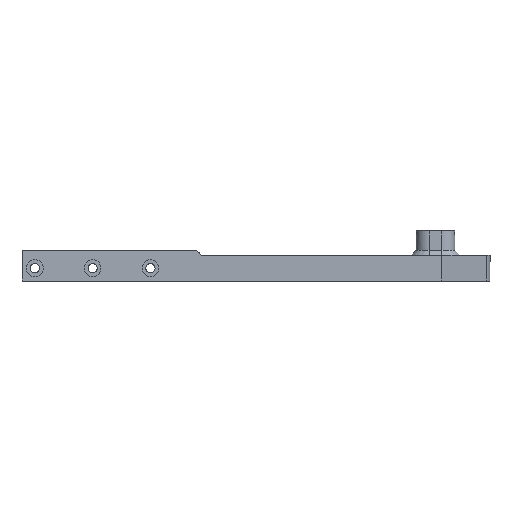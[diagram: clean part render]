
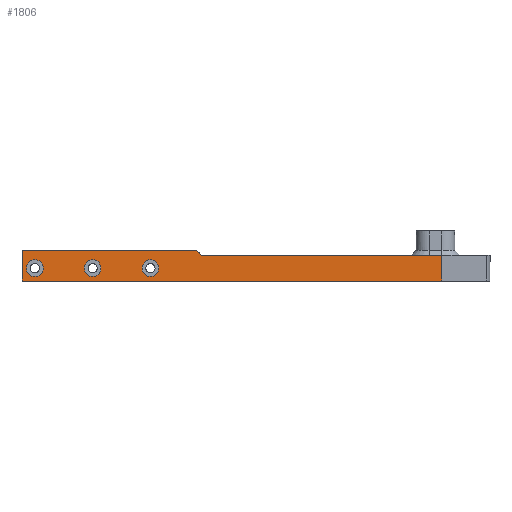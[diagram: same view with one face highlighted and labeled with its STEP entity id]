
A CAD part, left-side view. The second image highlights one B-rep face of the part: STEP entity #1806.
In plain terms, the highlighted planar face has unit normal (-1, 0, 0).
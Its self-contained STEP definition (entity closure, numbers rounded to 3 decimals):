
#19 = CARTESIAN_POINT ( 'NONE',  ( 0., -50., 5. ) ) ;
#45 = ORIENTED_EDGE ( 'NONE', *, *, #565, .T. ) ;
#69 = VERTEX_POINT ( 'NONE', #2298 ) ;
#121 = LINE ( 'NONE', #182, #3144 ) ;
#142 = EDGE_CURVE ( 'NONE', #69, #1685, #2895, .T. ) ;
#182 = CARTESIAN_POINT ( 'NONE',  ( 0., -163.5, 10. ) ) ;
#210 = VERTEX_POINT ( 'NONE', #784 ) ;
#217 = EDGE_CURVE ( 'NONE', #1207, #1780, #297, .T. ) ;
#233 = CARTESIAN_POINT ( 'NONE',  ( 0., -163.5, 0. ) ) ;
#271 = CARTESIAN_POINT ( 'NONE',  ( 0., 60., 10. ) ) ;
#282 = CARTESIAN_POINT ( 'NONE',  ( 0., -50., 8.25 ) ) ;
#297 = CIRCLE ( 'NONE', #2622, 3.25 ) ;
#307 = VERTEX_POINT ( 'NONE', #844 ) ;
#427 = CARTESIAN_POINT ( 'NONE',  ( 0., -50., 1.75 ) ) ;
#489 = DIRECTION ( 'NONE',  ( 0., 1., 0. ) ) ;
#497 = LINE ( 'NONE', #271, #3327 ) ;
#528 = DIRECTION ( 'NONE',  ( 0., -1., 0. ) ) ;
#534 = CIRCLE ( 'NONE', #2561, 3.25 ) ;
#553 = CIRCLE ( 'NONE', #3138, 3.25 ) ;
#565 = EDGE_CURVE ( 'NONE', #307, #210, #1074, .T. ) ;
#637 = CARTESIAN_POINT ( 'NONE',  ( 0., -5., 5. ) ) ;
#686 = EDGE_LOOP ( 'NONE', ( #1628, #45, #2473, #2886, #2691, #3308 ) ) ;
#784 = CARTESIAN_POINT ( 'NONE',  ( 0., 0., 0. ) ) ;
#809 = CARTESIAN_POINT ( 'NONE',  ( 0., -5., 8.25 ) ) ;
#844 = CARTESIAN_POINT ( 'NONE',  ( 0., 0., 12. ) ) ;
#894 = AXIS2_PLACEMENT_3D ( 'NONE', #903, #3104, #3071 ) ;
#903 = CARTESIAN_POINT ( 'NONE',  ( 0., -50., 5. ) ) ;
#924 = CARTESIAN_POINT ( 'NONE',  ( 0., 60., 10. ) ) ;
#941 = DIRECTION ( 'NONE',  ( 0., 0., -1. ) ) ;
#974 = VECTOR ( 'NONE', #3142, 1000. ) ;
#1060 = DIRECTION ( 'NONE',  ( -1., 0., 0. ) ) ;
#1074 = LINE ( 'NONE', #2559, #2552 ) ;
#1079 = EDGE_LOOP ( 'NONE', ( #1819, #3132 ) ) ;
#1096 = DIRECTION ( 'NONE',  ( 0., 0., 1. ) ) ;
#1178 = DIRECTION ( 'NONE',  ( 0., 0., 1. ) ) ;
#1207 = VERTEX_POINT ( 'NONE', #3087 ) ;
#1210 = DIRECTION ( 'NONE',  ( 1., 0., 0. ) ) ;
#1239 = FACE_OUTER_BOUND ( 'NONE', #686, .T. ) ;
#1276 = CARTESIAN_POINT ( 'NONE',  ( 0., -5., 1.75 ) ) ;
#1319 = ORIENTED_EDGE ( 'NONE', *, *, #1519, .F. ) ;
#1338 = DIRECTION ( 'NONE',  ( 0., 0., 1. ) ) ;
#1402 = CARTESIAN_POINT ( 'NONE',  ( 0., -68., 12. ) ) ;
#1434 = DIRECTION ( 'NONE',  ( 0., 0., 1. ) ) ;
#1445 = DIRECTION ( 'NONE',  ( 0., 0., 1. ) ) ;
#1455 = AXIS2_PLACEMENT_3D ( 'NONE', #924, #1210, #3081 ) ;
#1459 = CARTESIAN_POINT ( 'NONE',  ( 0., -27.5, 5. ) ) ;
#1469 = VERTEX_POINT ( 'NONE', #233 ) ;
#1481 = ORIENTED_EDGE ( 'NONE', *, *, #2356, .F. ) ;
#1519 = EDGE_CURVE ( 'NONE', #2389, #2329, #3501, .T. ) ;
#1577 = CARTESIAN_POINT ( 'NONE',  ( 0., -27.5, 5. ) ) ;
#1628 = ORIENTED_EDGE ( 'NONE', *, *, #2919, .T. ) ;
#1678 = DIRECTION ( 'NONE',  ( -1., 0., 0. ) ) ;
#1685 = VERTEX_POINT ( 'NONE', #1402 ) ;
#1755 = EDGE_CURVE ( 'NONE', #1780, #1207, #3177, .T. ) ;
#1780 = VERTEX_POINT ( 'NONE', #2544 ) ;
#1791 = FACE_BOUND ( 'NONE', #1999, .T. ) ;
#1805 = LINE ( 'NONE', #1906, #2110 ) ;
#1806 = ADVANCED_FACE ( 'NONE', ( #1791, #3428, #2942, #1239 ), #2834, .F. ) ;
#1819 = ORIENTED_EDGE ( 'NONE', *, *, #217, .F. ) ;
#1853 = DIRECTION ( 'NONE',  ( -1., 0., 0. ) ) ;
#1884 = EDGE_CURVE ( 'NONE', #2140, #1469, #121, .T. ) ;
#1906 = CARTESIAN_POINT ( 'NONE',  ( 0., -65., 12. ) ) ;
#1946 = VERTEX_POINT ( 'NONE', #427 ) ;
#1999 = EDGE_LOOP ( 'NONE', ( #2400, #1319 ) ) ;
#2030 = AXIS2_PLACEMENT_3D ( 'NONE', #2167, #1060, #1096 ) ;
#2110 = VECTOR ( 'NONE', #489, 1000. ) ;
#2116 = EDGE_CURVE ( 'NONE', #2329, #2389, #534, .T. ) ;
#2140 = VERTEX_POINT ( 'NONE', #2525 ) ;
#2167 = CARTESIAN_POINT ( 'NONE',  ( 0., -5., 5. ) ) ;
#2298 = CARTESIAN_POINT ( 'NONE',  ( 0., -70., 10. ) ) ;
#2329 = VERTEX_POINT ( 'NONE', #809 ) ;
#2354 = VERTEX_POINT ( 'NONE', #282 ) ;
#2356 = EDGE_CURVE ( 'NONE', #2354, #1946, #553, .T. ) ;
#2389 = VERTEX_POINT ( 'NONE', #1276 ) ;
#2400 = ORIENTED_EDGE ( 'NONE', *, *, #2116, .F. ) ;
#2473 = ORIENTED_EDGE ( 'NONE', *, *, #2483, .T. ) ;
#2483 = EDGE_CURVE ( 'NONE', #210, #1469, #2993, .T. ) ;
#2508 = CIRCLE ( 'NONE', #894, 3.25 ) ;
#2525 = CARTESIAN_POINT ( 'NONE',  ( 0., -163.5, 10. ) ) ;
#2544 = CARTESIAN_POINT ( 'NONE',  ( 0., -27.5, 1.75 ) ) ;
#2552 = VECTOR ( 'NONE', #3110, 1000. ) ;
#2559 = CARTESIAN_POINT ( 'NONE',  ( 0., 0., 10. ) ) ;
#2561 = AXIS2_PLACEMENT_3D ( 'NONE', #637, #2563, #1178 ) ;
#2563 = DIRECTION ( 'NONE',  ( -1., 0., 0. ) ) ;
#2622 = AXIS2_PLACEMENT_3D ( 'NONE', #1577, #1853, #1338 ) ;
#2664 = EDGE_LOOP ( 'NONE', ( #1481, #3346 ) ) ;
#2691 = ORIENTED_EDGE ( 'NONE', *, *, #3515, .F. ) ;
#2756 = CARTESIAN_POINT ( 'NONE',  ( 0., 60., 0. ) ) ;
#2779 = DIRECTION ( 'NONE',  ( -1., 0., 0. ) ) ;
#2815 = VECTOR ( 'NONE', #3288, 1000. ) ;
#2834 = PLANE ( 'NONE',  #1455 ) ;
#2886 = ORIENTED_EDGE ( 'NONE', *, *, #1884, .F. ) ;
#2895 = LINE ( 'NONE', #3442, #974 ) ;
#2919 = EDGE_CURVE ( 'NONE', #1685, #307, #1805, .T. ) ;
#2942 = FACE_BOUND ( 'NONE', #2664, .T. ) ;
#2993 = LINE ( 'NONE', #2756, #2815 ) ;
#3054 = EDGE_CURVE ( 'NONE', #1946, #2354, #2508, .T. ) ;
#3071 = DIRECTION ( 'NONE',  ( 0., 0., 1. ) ) ;
#3081 = DIRECTION ( 'NONE',  ( 0., 1., 0. ) ) ;
#3087 = CARTESIAN_POINT ( 'NONE',  ( 0., -27.5, 8.25 ) ) ;
#3104 = DIRECTION ( 'NONE',  ( -1., 0., 0. ) ) ;
#3107 = AXIS2_PLACEMENT_3D ( 'NONE', #1459, #2779, #1445 ) ;
#3110 = DIRECTION ( 'NONE',  ( 0., 0., -1. ) ) ;
#3132 = ORIENTED_EDGE ( 'NONE', *, *, #1755, .F. ) ;
#3138 = AXIS2_PLACEMENT_3D ( 'NONE', #19, #1678, #1434 ) ;
#3142 = DIRECTION ( 'NONE',  ( 0., 0.707, 0.707 ) ) ;
#3144 = VECTOR ( 'NONE', #941, 1000. ) ;
#3177 = CIRCLE ( 'NONE', #3107, 3.25 ) ;
#3288 = DIRECTION ( 'NONE',  ( 0., -1., 0. ) ) ;
#3308 = ORIENTED_EDGE ( 'NONE', *, *, #142, .T. ) ;
#3327 = VECTOR ( 'NONE', #528, 1000. ) ;
#3346 = ORIENTED_EDGE ( 'NONE', *, *, #3054, .F. ) ;
#3428 = FACE_BOUND ( 'NONE', #1079, .T. ) ;
#3442 = CARTESIAN_POINT ( 'NONE',  ( 0., -5., 75. ) ) ;
#3501 = CIRCLE ( 'NONE', #2030, 3.25 ) ;
#3515 = EDGE_CURVE ( 'NONE', #69, #2140, #497, .T. ) ;
